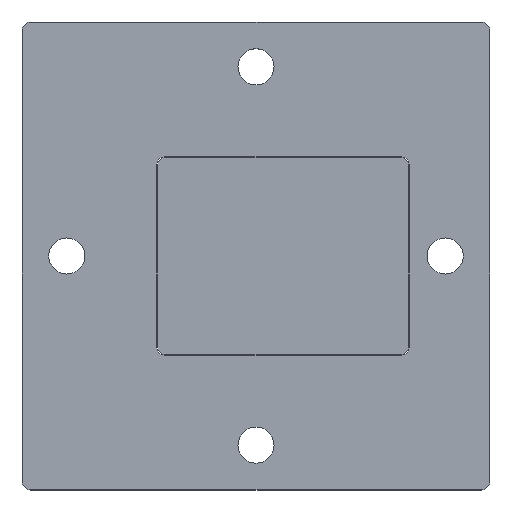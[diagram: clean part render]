
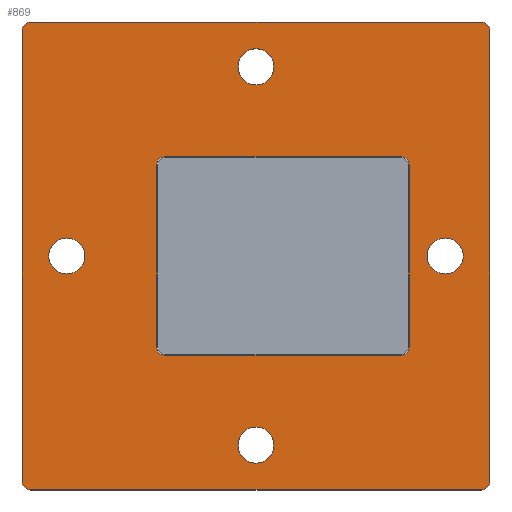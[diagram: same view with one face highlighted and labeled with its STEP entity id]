
A CAD part, top view. The second image highlights one B-rep face of the part: STEP entity #869.
In plain terms, the highlighted planar face has unit normal (0, 0, 1).
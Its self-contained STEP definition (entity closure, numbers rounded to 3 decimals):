
#58 = VERTEX_POINT('',#59);
#59 = CARTESIAN_POINT('',(0.013,-0.5,1.));
#65 = EDGE_CURVE('',#58,#66,#68,.T.);
#66 = VERTEX_POINT('',#67);
#67 = CARTESIAN_POINT('',(0.5,-0.013,1.));
#68 = CIRCLE('',#69,0.487);
#69 = AXIS2_PLACEMENT_3D('',#70,#71,#72);
#70 = CARTESIAN_POINT('',(0.5,-0.5,1.));
#71 = DIRECTION('',(0.,0.,-1.));
#72 = DIRECTION('',(-1.,0.,0.));
#98 = EDGE_CURVE('',#66,#99,#101,.T.);
#99 = VERTEX_POINT('',#100);
#100 = CARTESIAN_POINT('',(25.5,-0.013,    1.));
#101 = LINE('',#102,#103);
#102 = CARTESIAN_POINT('',(0.5,-0.013,1.));
#103 = VECTOR('',#104,1.);
#104 = DIRECTION('',(1.,0.,0.));
#129 = EDGE_CURVE('',#99,#130,#132,.T.);
#130 = VERTEX_POINT('',#131);
#131 = CARTESIAN_POINT('',(25.987,-0.5,1.));
#132 = CIRCLE('',#133,0.487);
#133 = AXIS2_PLACEMENT_3D('',#134,#135,#136);
#134 = CARTESIAN_POINT('',(25.5,-0.5,1.));
#135 = DIRECTION('',(0.,0.,-1.));
#136 = DIRECTION('',(0.,1.,0.));
#162 = EDGE_CURVE('',#130,#163,#165,.T.);
#163 = VERTEX_POINT('',#164);
#164 = CARTESIAN_POINT('',(25.987,-25.5,1.    ));
#165 = LINE('',#166,#167);
#166 = CARTESIAN_POINT('',(25.987,-0.5,1.));
#167 = VECTOR('',#168,1.);
#168 = DIRECTION('',(0.,-1.,0.));
#193 = EDGE_CURVE('',#163,#194,#196,.T.);
#194 = VERTEX_POINT('',#195);
#195 = CARTESIAN_POINT('',(25.5,-25.987,1.    ));
#196 = CIRCLE('',#197,0.487);
#197 = AXIS2_PLACEMENT_3D('',#198,#199,#200);
#198 = CARTESIAN_POINT('',(25.5,-25.5,1.    ));
#199 = DIRECTION('',(0.,0.,-1.));
#200 = DIRECTION('',(1.,0.,0.));
#226 = EDGE_CURVE('',#194,#227,#229,.T.);
#227 = VERTEX_POINT('',#228);
#228 = CARTESIAN_POINT('',(0.5,-25.987,1.));
#229 = LINE('',#230,#231);
#230 = CARTESIAN_POINT('',(25.5,-25.987,1.    ));
#231 = VECTOR('',#232,1.);
#232 = DIRECTION('',(-1.,0.,0.));
#257 = EDGE_CURVE('',#227,#258,#260,.T.);
#258 = VERTEX_POINT('',#259);
#259 = CARTESIAN_POINT('',(0.013,-25.5,    1.));
#260 = CIRCLE('',#261,0.487);
#261 = AXIS2_PLACEMENT_3D('',#262,#263,#264);
#262 = CARTESIAN_POINT('',(0.5,-25.5,1.));
#263 = DIRECTION('',(-0.,0.,-1.));
#264 = DIRECTION('',(0.,-1.,-0.));
#290 = EDGE_CURVE('',#258,#58,#291,.T.);
#291 = LINE('',#292,#293);
#292 = CARTESIAN_POINT('',(0.013,-25.5,    1.));
#293 = VECTOR('',#294,1.);
#294 = DIRECTION('',(0.,1.,0.));
#314 = VERTEX_POINT('',#315);
#315 = CARTESIAN_POINT('',(3.5,-13.,1.    ));
#321 = EDGE_CURVE('',#314,#322,#324,.T.);
#322 = VERTEX_POINT('',#323);
#323 = CARTESIAN_POINT('',(1.5,-13.,1.    ));
#324 = CIRCLE('',#325,1.);
#325 = AXIS2_PLACEMENT_3D('',#326,#327,#328);
#326 = CARTESIAN_POINT('',(2.5,-13.,1.)  );
#327 = DIRECTION('',(0.,0.,1.));
#328 = DIRECTION('',(1.,0.,-0.));
#354 = EDGE_CURVE('',#322,#314,#355,.T.);
#355 = CIRCLE('',#356,1.);
#356 = AXIS2_PLACEMENT_3D('',#357,#358,#359);
#357 = CARTESIAN_POINT('',(2.5,-13.,1.)  );
#358 = DIRECTION('',(0.,0.,1.));
#359 = DIRECTION('',(-1.,0.,0.));
#380 = VERTEX_POINT('',#381);
#381 = CARTESIAN_POINT('',(7.487,-18.,1.)  );
#387 = EDGE_CURVE('',#380,#388,#390,.T.);
#388 = VERTEX_POINT('',#389);
#389 = CARTESIAN_POINT('',(8.,-18.513,1.)  );
#390 = CIRCLE('',#391,0.513);
#391 = AXIS2_PLACEMENT_3D('',#392,#393,#394);
#392 = CARTESIAN_POINT('',(8.,-18.,1.)  );
#393 = DIRECTION('',(0.,0.,1.));
#394 = DIRECTION('',(-1.,0.,0.));
#420 = EDGE_CURVE('',#388,#421,#423,.T.);
#421 = VERTEX_POINT('',#422);
#422 = CARTESIAN_POINT('',(21.,-18.513,    1.));
#423 = LINE('',#424,#425);
#424 = CARTESIAN_POINT('',(8.,-18.513,1.)  );
#425 = VECTOR('',#426,1.);
#426 = DIRECTION('',(1.,0.,0.));
#451 = EDGE_CURVE('',#421,#452,#454,.T.);
#452 = VERTEX_POINT('',#453);
#453 = CARTESIAN_POINT('',(21.513,-18.,    1.));
#454 = CIRCLE('',#455,0.513);
#455 = AXIS2_PLACEMENT_3D('',#456,#457,#458);
#456 = CARTESIAN_POINT('',(21.,-18.,    1.));
#457 = DIRECTION('',(0.,0.,1.));
#458 = DIRECTION('',(0.,-1.,0.));
#484 = EDGE_CURVE('',#452,#485,#487,.T.);
#485 = VERTEX_POINT('',#486);
#486 = CARTESIAN_POINT('',(21.513,-8.,1.    ));
#487 = LINE('',#488,#489);
#488 = CARTESIAN_POINT('',(21.513,-18.,    1.));
#489 = VECTOR('',#490,1.);
#490 = DIRECTION('',(0.,1.,0.));
#515 = EDGE_CURVE('',#485,#516,#518,.T.);
#516 = VERTEX_POINT('',#517);
#517 = CARTESIAN_POINT('',(21.,-7.487,1.    ));
#518 = CIRCLE('',#519,0.513);
#519 = AXIS2_PLACEMENT_3D('',#520,#521,#522);
#520 = CARTESIAN_POINT('',(21.,-8.,1.    ));
#521 = DIRECTION('',(0.,-0.,1.));
#522 = DIRECTION('',(1.,0.,-0.));
#548 = EDGE_CURVE('',#516,#549,#551,.T.);
#549 = VERTEX_POINT('',#550);
#550 = CARTESIAN_POINT('',(8.,-7.487,1.)  );
#551 = LINE('',#552,#553);
#552 = CARTESIAN_POINT('',(21.,-7.487,1.    ));
#553 = VECTOR('',#554,1.);
#554 = DIRECTION('',(-1.,0.,0.));
#579 = EDGE_CURVE('',#549,#580,#582,.T.);
#580 = VERTEX_POINT('',#581);
#581 = CARTESIAN_POINT('',(7.487,-8.,1.)  );
#582 = CIRCLE('',#583,0.513);
#583 = AXIS2_PLACEMENT_3D('',#584,#585,#586);
#584 = CARTESIAN_POINT('',(8.,-8.,1.)  );
#585 = DIRECTION('',(0.,0.,1.));
#586 = DIRECTION('',(0.,1.,0.));
#612 = EDGE_CURVE('',#580,#380,#613,.T.);
#613 = LINE('',#614,#615);
#614 = CARTESIAN_POINT('',(7.487,-8.,1.)  );
#615 = VECTOR('',#616,1.);
#616 = DIRECTION('',(0.,-1.,0.));
#636 = VERTEX_POINT('',#637);
#637 = CARTESIAN_POINT('',(14.,-2.5,1.    ));
#643 = EDGE_CURVE('',#636,#644,#646,.T.);
#644 = VERTEX_POINT('',#645);
#645 = CARTESIAN_POINT('',(12.,-2.5,1.    ));
#646 = CIRCLE('',#647,1.);
#647 = AXIS2_PLACEMENT_3D('',#648,#649,#650);
#648 = CARTESIAN_POINT('',(13.,-2.5,1.    ));
#649 = DIRECTION('',(0.,0.,1.));
#650 = DIRECTION('',(1.,0.,-0.));
#676 = EDGE_CURVE('',#644,#636,#677,.T.);
#677 = CIRCLE('',#678,1.);
#678 = AXIS2_PLACEMENT_3D('',#679,#680,#681);
#679 = CARTESIAN_POINT('',(13.,-2.5,1.    ));
#680 = DIRECTION('',(0.,0.,1.));
#681 = DIRECTION('',(-1.,0.,0.));
#702 = VERTEX_POINT('',#703);
#703 = CARTESIAN_POINT('',(14.,-23.5,    1.));
#709 = EDGE_CURVE('',#702,#710,#712,.T.);
#710 = VERTEX_POINT('',#711);
#711 = CARTESIAN_POINT('',(12.,-23.5,    1.));
#712 = CIRCLE('',#713,1.);
#713 = AXIS2_PLACEMENT_3D('',#714,#715,#716);
#714 = CARTESIAN_POINT('',(13.,-23.5,    1.));
#715 = DIRECTION('',(0.,0.,1.));
#716 = DIRECTION('',(1.,0.,-0.));
#742 = EDGE_CURVE('',#710,#702,#743,.T.);
#743 = CIRCLE('',#744,1.);
#744 = AXIS2_PLACEMENT_3D('',#745,#746,#747);
#745 = CARTESIAN_POINT('',(13.,-23.5,    1.));
#746 = DIRECTION('',(0.,0.,1.));
#747 = DIRECTION('',(-1.,0.,0.));
#768 = VERTEX_POINT('',#769);
#769 = CARTESIAN_POINT('',(24.5,-13.,    1.));
#775 = EDGE_CURVE('',#768,#776,#778,.T.);
#776 = VERTEX_POINT('',#777);
#777 = CARTESIAN_POINT('',(22.5,-13.,    1.));
#778 = CIRCLE('',#779,1.);
#779 = AXIS2_PLACEMENT_3D('',#780,#781,#782);
#780 = CARTESIAN_POINT('',(23.5,-13.,    1.));
#781 = DIRECTION('',(0.,0.,1.));
#782 = DIRECTION('',(1.,0.,-0.));
#808 = EDGE_CURVE('',#776,#768,#809,.T.);
#809 = CIRCLE('',#810,1.);
#810 = AXIS2_PLACEMENT_3D('',#811,#812,#813);
#811 = CARTESIAN_POINT('',(23.5,-13.,    1.));
#812 = DIRECTION('',(0.,0.,1.));
#813 = DIRECTION('',(-1.,0.,0.));
#869 = ADVANCED_FACE('',(#870,#880,#884,#894,#898,#902),#906,.F.);
#870 = FACE_BOUND('',#871,.F.);
#871 = EDGE_LOOP('',(#872,#873,#874,#875,#876,#877,#878,#879));
#872 = ORIENTED_EDGE('',*,*,#65,.T.);
#873 = ORIENTED_EDGE('',*,*,#98,.T.);
#874 = ORIENTED_EDGE('',*,*,#129,.T.);
#875 = ORIENTED_EDGE('',*,*,#162,.T.);
#876 = ORIENTED_EDGE('',*,*,#193,.T.);
#877 = ORIENTED_EDGE('',*,*,#226,.T.);
#878 = ORIENTED_EDGE('',*,*,#257,.T.);
#879 = ORIENTED_EDGE('',*,*,#290,.T.);
#880 = FACE_BOUND('',#881,.F.);
#881 = EDGE_LOOP('',(#882,#883));
#882 = ORIENTED_EDGE('',*,*,#321,.T.);
#883 = ORIENTED_EDGE('',*,*,#354,.T.);
#884 = FACE_BOUND('',#885,.F.);
#885 = EDGE_LOOP('',(#886,#887,#888,#889,#890,#891,#892,#893));
#886 = ORIENTED_EDGE('',*,*,#387,.T.);
#887 = ORIENTED_EDGE('',*,*,#420,.T.);
#888 = ORIENTED_EDGE('',*,*,#451,.T.);
#889 = ORIENTED_EDGE('',*,*,#484,.T.);
#890 = ORIENTED_EDGE('',*,*,#515,.T.);
#891 = ORIENTED_EDGE('',*,*,#548,.T.);
#892 = ORIENTED_EDGE('',*,*,#579,.T.);
#893 = ORIENTED_EDGE('',*,*,#612,.T.);
#894 = FACE_BOUND('',#895,.F.);
#895 = EDGE_LOOP('',(#896,#897));
#896 = ORIENTED_EDGE('',*,*,#643,.T.);
#897 = ORIENTED_EDGE('',*,*,#676,.T.);
#898 = FACE_BOUND('',#899,.F.);
#899 = EDGE_LOOP('',(#900,#901));
#900 = ORIENTED_EDGE('',*,*,#709,.T.);
#901 = ORIENTED_EDGE('',*,*,#742,.T.);
#902 = FACE_BOUND('',#903,.F.);
#903 = EDGE_LOOP('',(#904,#905));
#904 = ORIENTED_EDGE('',*,*,#775,.T.);
#905 = ORIENTED_EDGE('',*,*,#808,.T.);
#906 = PLANE('',#907);
#907 = AXIS2_PLACEMENT_3D('',#908,#909,#910);
#908 = CARTESIAN_POINT('',(13.,-13.,    1.));
#909 = DIRECTION('',(-0.,-0.,-1.));
#910 = DIRECTION('',(-1.,0.,0.));
